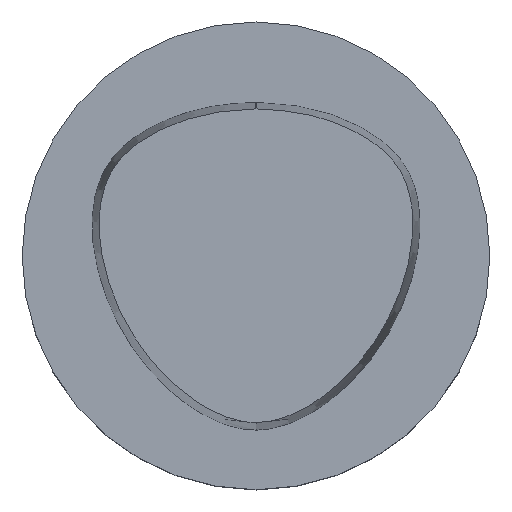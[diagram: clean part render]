
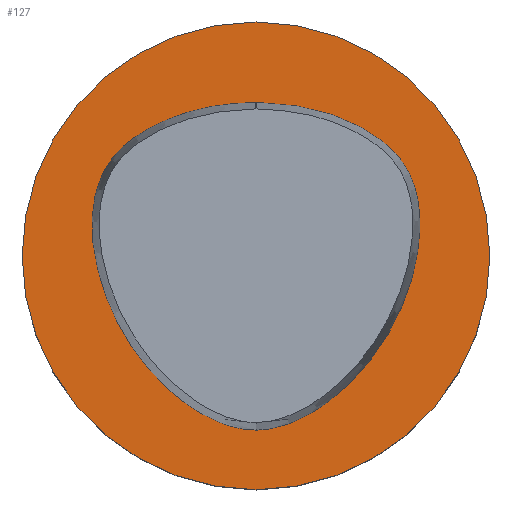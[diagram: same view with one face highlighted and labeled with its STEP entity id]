
A CAD part, top view. The second image highlights one B-rep face of the part: STEP entity #127.
In plain terms, the highlighted planar face has unit normal (0, 0, 1).
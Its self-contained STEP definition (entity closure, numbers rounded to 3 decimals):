
#73=EDGE_CURVE('Unnamed[1]',#192,#193,#194,.T.);
#92=EDGE_CURVE('Unnamed[1]',#193,#221,#222,.T.);
#116=EDGE_CURVE('Unnamed[1]',#257,#257,#258,.T.);
#127=ADVANCED_FACE('Unnamed[1]',(#272,#273),#274,.T.);
#166=EDGE_CURVE('Unnamed[1]',#221,#192,#330,.T.);
#192=VERTEX_POINT('',#350);
#193=VERTEX_POINT('',#351);
#194=B_SPLINE_CURVE_WITH_KNOTS('',3,(#352,#353,#354,#355,#356,#357,#358,#359,#360,#361,#362,#363,#364,#365,#366,#367,#368),.UNSPECIFIED.,.F.,.F.,(4,1,1,1,1,1,1,1,1,1,1,1,1,1,4),(-13.23,-12.817,-12.403,-11.99,-11.576,-11.163,-10.956,-10.75,-10.336,-9.923,-9.096,-8.269,-7.442,-7.029,-6.615),.UNSPECIFIED.);
#221=VERTEX_POINT('',#402);
#222=B_SPLINE_CURVE_WITH_KNOTS('',3,(#403,#404,#405,#406,#407,#408,#409,#410,#411,#412,#413,#414,#415,#416,#417,#418,#419,#420),.UNSPECIFIED.,.F.,.F.,(4,1,1,1,1,1,1,1,1,2,1,1,1,1,4),(-6.615,-6.202,-5.788,-5.375,-4.961,-4.134,-3.308,-2.894,-2.481,-2.067,-1.654,-1.24,-0.827,-0.413,0.0),.UNSPECIFIED.);
#257=VERTEX_POINT('',#532);
#258=CIRCLE('',#533,31.5);
#272=FACE_BOUND('',#550,.T.);
#273=FACE_OUTER_BOUND('',#551,.T.);
#274=PLANE('',#552);
#330=CIRCLE('',#641,0.95);
#350=CARTESIAN_POINT('',(0.045,20.677,0.));
#351=CARTESIAN_POINT('',(0.044,-23.469,0.));
#352=CARTESIAN_POINT('',(0.045,20.677,0.));
#353=CARTESIAN_POINT('',(1.424,20.61,0.));
#354=CARTESIAN_POINT('',(4.223,20.484,0.));
#355=CARTESIAN_POINT('',(8.472,19.689,0.));
#356=CARTESIAN_POINT('',(12.514,18.243,0.0));
#357=CARTESIAN_POINT('',(16.304,16.173,0.));
#358=CARTESIAN_POINT('',(19.145,13.704,0.));
#359=CARTESIAN_POINT('',(20.732,11.101,0.0));
#360=CARTESIAN_POINT('',(21.783,8.281,0.));
#361=CARTESIAN_POINT('',(22.226,4.609,0.0));
#362=CARTESIAN_POINT('',(21.744,-1.113,0.0));
#363=CARTESIAN_POINT('',(19.552,-7.954,0.0));
#364=CARTESIAN_POINT('',(14.957,-15.209,0.0));
#365=CARTESIAN_POINT('',(9.668,-20.083,0.));
#366=CARTESIAN_POINT('',(4.516,-22.795,0.));
#367=CARTESIAN_POINT('',(1.559,-23.461,0.));
#368=CARTESIAN_POINT('',(0.044,-23.469,0.));
#402=CARTESIAN_POINT('',(-0.045,20.677,0.));
#403=CARTESIAN_POINT('',(0.044,-23.469,0.));
#404=CARTESIAN_POINT('',(-1.471,-23.477,0.));
#405=CARTESIAN_POINT('',(-4.439,-22.821,0.));
#406=CARTESIAN_POINT('',(-8.35,-20.8,0.));
#407=CARTESIAN_POINT('',(-11.745,-18.156,0.));
#408=CARTESIAN_POINT('',(-15.699,-14.041,0.));
#409=CARTESIAN_POINT('',(-19.535,-8.006,0.));
#410=CARTESIAN_POINT('',(-21.721,-1.161,0.0));
#411=CARTESIAN_POINT('',(-22.249,4.55,0.0));
#412=CARTESIAN_POINT('',(-21.665,9.002,0.0));
#413=CARTESIAN_POINT('',(-20.395,11.778,0.0));
#414=CARTESIAN_POINT('',(-18.593,14.198,0.0));
#415=CARTESIAN_POINT('',(-16.323,16.178,0.0));
#416=CARTESIAN_POINT('',(-12.508,18.252,0.));
#417=CARTESIAN_POINT('',(-8.468,19.679,0.));
#418=CARTESIAN_POINT('',(-4.23,20.488,0.));
#419=CARTESIAN_POINT('',(-1.423,20.613,0.));
#420=CARTESIAN_POINT('',(-0.045,20.677,0.));
#532=CARTESIAN_POINT('',(0.,31.5,0.));
#533=AXIS2_PLACEMENT_3D('',#801,#802,#803);
#550=EDGE_LOOP('',(#815,#816,#817));
#551=EDGE_LOOP('',(#818));
#552=AXIS2_PLACEMENT_3D('',#819,#820,#821);
#641=AXIS2_PLACEMENT_3D('',#879,#880,#881);
#801=CARTESIAN_POINT('',(0.0,0.0,0.0));
#802=DIRECTION('',(0.,0.,-1.0));
#803=DIRECTION('',(0.,1.0,0.));
#815=ORIENTED_EDGE('',*,*,#73,.T.);
#816=ORIENTED_EDGE('',*,*,#92,.T.);
#817=ORIENTED_EDGE('',*,*,#166,.T.);
#818=ORIENTED_EDGE('',*,*,#116,.F.);
#819=CARTESIAN_POINT('',(0.,15.75,0.));
#820=DIRECTION('',(0.,0.,1.0));
#821=DIRECTION('',(0.,-1.0,0.));
#879=CARTESIAN_POINT('',(-0.001,19.728,0.));
#880=DIRECTION('',(0.,0.,-1.0));
#881=DIRECTION('',(-0.046,0.999,0.));
